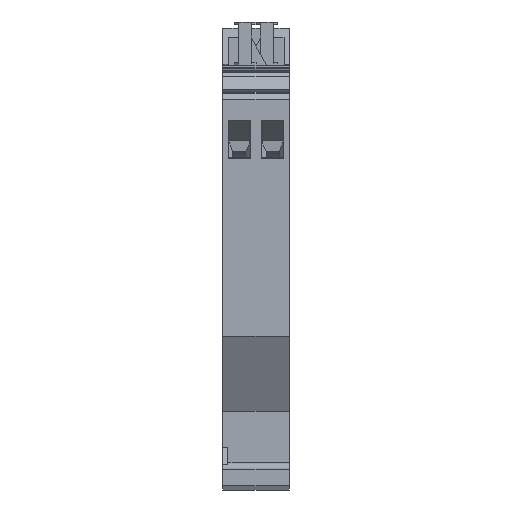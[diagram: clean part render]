
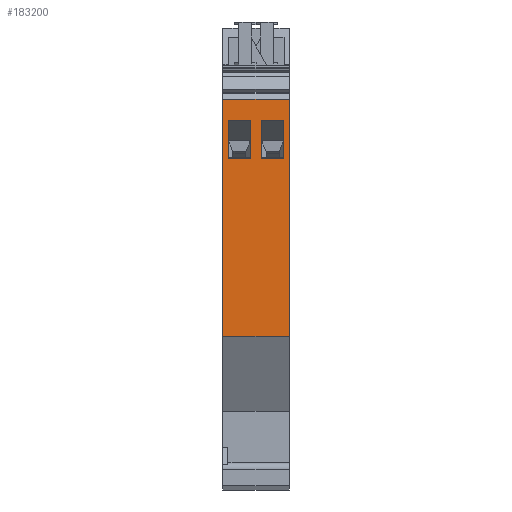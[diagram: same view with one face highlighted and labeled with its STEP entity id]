
A CAD part, front view. The second image highlights one B-rep face of the part: STEP entity #183200.
In plain terms, the highlighted planar face has unit normal (0, -1, 0).
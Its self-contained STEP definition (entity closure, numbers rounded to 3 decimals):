
#1910=CARTESIAN_POINT('',(12.3,0.,
28.4));
#1920=VERTEX_POINT('',#1910);
#1950=CARTESIAN_POINT('',(12.3,0.,
26.134));
#1960=DIRECTION('',(0.,0.,1.));
#1970=VECTOR('',#1960,1.);
#1980=LINE('',#1950,#1970);
#1990=CARTESIAN_POINT('',(12.3,0.,
72.132));
#2000=VERTEX_POINT('',#1990);
#2010=EDGE_CURVE('',#1920,#2000,#1980,.T.);
#12410=CARTESIAN_POINT('',(-0.05,0.,
72.132));
#12420=VERTEX_POINT('',#12410);
#12450=CARTESIAN_POINT('',(-0.05,0.,
23.929));
#12460=DIRECTION('',(0.,0.,1.));
#12470=VECTOR('',#12460,1.);
#12480=LINE('',#12450,#12470);
#12490=CARTESIAN_POINT('',(-0.05,0.,
28.4));
#12500=VERTEX_POINT('',#12490);
#12510=EDGE_CURVE('',#12500,#12420,#12480,.T.);
#13290=CARTESIAN_POINT('',(7.15,0.,
23.929));
#13300=DIRECTION('',(0.,0.,-1.));
#13310=VECTOR('',#13300,1.);
#13320=LINE('',#13290,#13310);
#13330=CARTESIAN_POINT('',(7.15,0.,
68.296));
#13340=VERTEX_POINT('',#13330);
#13350=CARTESIAN_POINT('',(7.15,0.,
61.235));
#13360=VERTEX_POINT('',#13350);
#13370=EDGE_CURVE('',#13340,#13360,#13320,.T.);
#14210=CARTESIAN_POINT('',(-1.05,0.,
28.4));
#14220=DIRECTION('',(1.,0.,0.));
#14230=VECTOR('',#14220,1.);
#14240=LINE('',#14210,#14230);
#14250=EDGE_CURVE('',#12500,#1920,#14240,.T.);
#23900=CARTESIAN_POINT('',(-1.05,0.,
72.132));
#23910=DIRECTION('',(-1.,0.,0.));
#23920=VECTOR('',#23910,1.);
#23930=LINE('',#23900,#23920);
#23940=EDGE_CURVE('',#2000,#12420,#23930,.T.);
#106930=CARTESIAN_POINT('',(1.,0.,
23.929));
#106940=DIRECTION('',(0.,0.,-1.));
#106950=VECTOR('',#106940,1.);
#106960=LINE('',#106930,#106950);
#106970=CARTESIAN_POINT('',(1.,0.,
68.296));
#106980=VERTEX_POINT('',#106970);
#106990=CARTESIAN_POINT('',(1.,0.,
61.235));
#107000=VERTEX_POINT('',#106990);
#107010=EDGE_CURVE('',#106980,#107000,#106960,.T.);
#108310=CARTESIAN_POINT('',(5.1,0.,
68.296));
#108320=VERTEX_POINT('',#108310);
#108350=CARTESIAN_POINT('',(5.1,0.,
23.929));
#108360=DIRECTION('',(0.,0.,-1.));
#108370=VECTOR('',#108360,1.);
#108380=LINE('',#108350,#108370);
#108390=CARTESIAN_POINT('',(5.1,0.,
61.235));
#108400=VERTEX_POINT('',#108390);
#108410=EDGE_CURVE('',#108320,#108400,#108380,.T.);
#109110=CARTESIAN_POINT('',(-1.05,0.,
68.296));
#109120=DIRECTION('',(-1.,0.,0.));
#109130=VECTOR('',#109120,1.);
#109140=LINE('',#109110,#109130);
#109150=EDGE_CURVE('',#108320,#106980,#109140,.T.);
#112490=CARTESIAN_POINT('',(11.25,0.,68.296)
);
#112500=VERTEX_POINT('',#112490);
#112620=CARTESIAN_POINT('',(-1.05,0.,
68.296));
#112630=DIRECTION('',(-1.,0.,0.));
#112640=VECTOR('',#112630,1.);
#112650=LINE('',#112620,#112640);
#112660=EDGE_CURVE('',#112500,#13340,#112650,.T.);
#144100=CARTESIAN_POINT('',(0.,0.,61.235));
#144110=DIRECTION('',(1.,0.,0.));
#144120=VECTOR('',#144110,1.);
#144130=LINE('',#144100,#144120);
#144140=CARTESIAN_POINT('',(11.25,0.,61.235)
);
#144150=VERTEX_POINT('',#144140);
#144160=EDGE_CURVE('',#13360,#144150,#144130,.T.);
#157480=CARTESIAN_POINT('',(11.25,0.,23.929)
);
#157490=DIRECTION('',(0.,0.,-1.));
#157500=VECTOR('',#157490,1.);
#157510=LINE('',#157480,#157500);
#157520=EDGE_CURVE('',#112500,#144150,#157510,.T.);
#157970=EDGE_CURVE('',#107000,#108400,#144130,.T.);
#182970=CARTESIAN_POINT('',(12.3,0.,
28.856));
#182980=DIRECTION('',(0.,1.,0.));
#182990=DIRECTION('',(0.,0.,-1.));
#183000=AXIS2_PLACEMENT_3D('',#182970,#182980,#182990);
#183010=PLANE('',#183000);
#183020=ORIENTED_EDGE('',*,*,#157520,.T.);
#183030=ORIENTED_EDGE('',*,*,#112660,.F.);
#183040=ORIENTED_EDGE('',*,*,#13370,.F.);
#183050=ORIENTED_EDGE('',*,*,#144160,.F.);
#183060=EDGE_LOOP('',(#183050,#183040,#183030,#183020));
#183070=FACE_BOUND('',#183060,.T.);
#183080=ORIENTED_EDGE('',*,*,#108410,.T.);
#183090=ORIENTED_EDGE('',*,*,#109150,.F.);
#183100=ORIENTED_EDGE('',*,*,#107010,.F.);
#183110=ORIENTED_EDGE('',*,*,#157970,.F.);
#183120=EDGE_LOOP('',(#183110,#183100,#183090,#183080));
#183130=FACE_BOUND('',#183120,.T.);
#183140=ORIENTED_EDGE('',*,*,#14250,.T.);
#183150=ORIENTED_EDGE('',*,*,#12510,.F.);
#183160=ORIENTED_EDGE('',*,*,#23940,.T.);
#183170=ORIENTED_EDGE('',*,*,#2010,.T.);
#183180=EDGE_LOOP('',(#183170,#183160,#183150,#183140));
#183190=FACE_OUTER_BOUND('',#183180,.T.);
#183200=ADVANCED_FACE('',(#183070,#183130,#183190),#183010,.F.);
